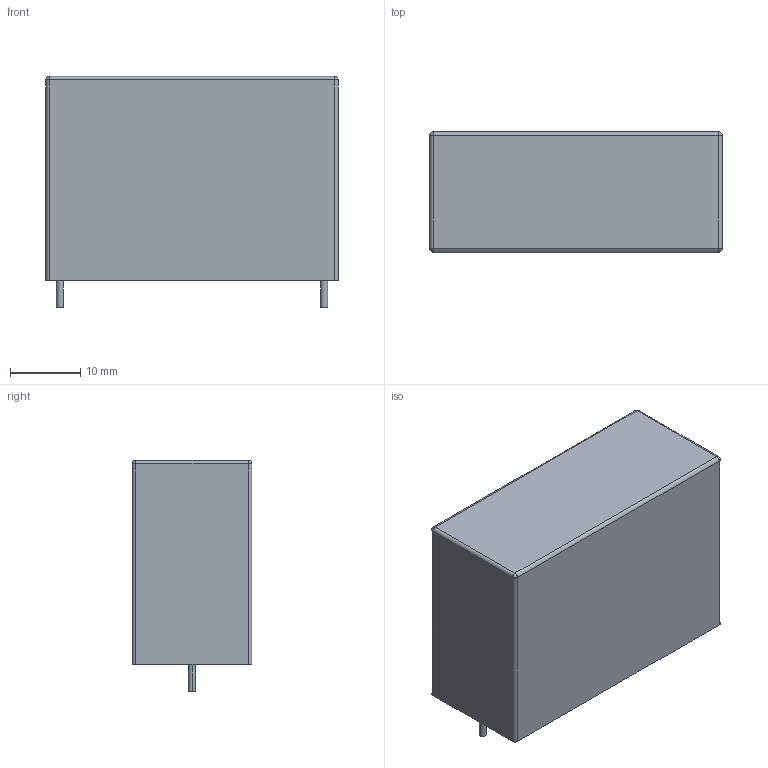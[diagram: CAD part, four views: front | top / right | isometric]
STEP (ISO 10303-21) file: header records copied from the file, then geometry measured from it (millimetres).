
FILE_DESCRIPTION((''),'2;1');
FILE_NAME('CAPR3750-1700X4150X2900.stp','2012-02-02T13:25:10',(''),(''),'Mechanical Desktop 2011','Mechanical Desktop 2011',', , ');
FILE_SCHEMA(('AUTOMOTIVE_DESIGN { 1 2 10303 214 1 1 1 1 }'));
Length unit declared in the file: millimetre
Products named in the file (1): Product
Bounding box: 41.5 x 17 x 32.8 mm (x, y, z)
Volume: 20453.1 mm3; surface area: 4780.7 mm2
Topology: 3 solids, 3 shells, 26 faces, 52 edges, 28 vertices
Faces by surface type: cylinder 12, plane 10, sphere 4
Entity records: 690 total; most frequent: DIRECTION 126, CARTESIAN_POINT 103, ORIENTED_EDGE 96, AXIS2_PLACEMENT_3D 51, EDGE_CURVE 48, VERTEX_POINT 28, EDGE_LOOP 26, FACE_OUTER_BOUND 26
